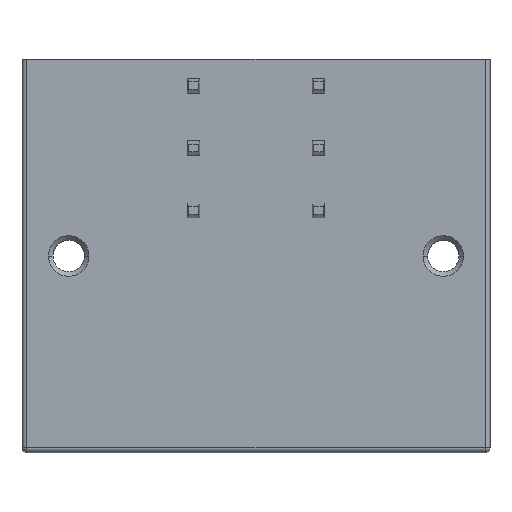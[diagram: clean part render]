
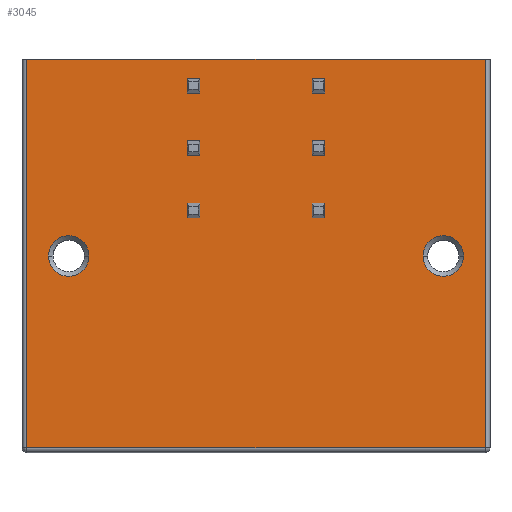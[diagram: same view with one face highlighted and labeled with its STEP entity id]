
A CAD part, left-side view. The second image highlights one B-rep face of the part: STEP entity #3045.
In plain terms, the highlighted planar face has unit normal (-1, 0, 0).
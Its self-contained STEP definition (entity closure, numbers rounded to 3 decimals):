
#44=DIRECTION('',(0.,1.,0.));
#45=VECTOR('',#44,37.28);
#46=CARTESIAN_POINT('',(-6.7,-29.72,16.));
#47=LINE('',#46,#45);
#416=DIRECTION('',(0.,0.,-1.));
#417=VECTOR('',#416,1.2);
#418=CARTESIAN_POINT('',(-6.7,-5.5,14.46));
#419=LINE('',#418,#417);
#420=DIRECTION('',(0.,1.,0.));
#421=VECTOR('',#420,1.);
#422=CARTESIAN_POINT('',(-6.7,-6.5,13.26));
#423=LINE('',#422,#421);
#424=DIRECTION('',(0.,0.,-1.));
#425=VECTOR('',#424,1.2);
#426=CARTESIAN_POINT('',(-6.7,-6.5,14.46));
#427=LINE('',#426,#425);
#428=DIRECTION('',(0.,1.,0.));
#429=VECTOR('',#428,1.);
#430=CARTESIAN_POINT('',(-6.7,-6.5,14.46));
#431=LINE('',#430,#429);
#432=DIRECTION('',(0.,0.,-1.));
#433=VECTOR('',#432,1.2);
#434=CARTESIAN_POINT('',(-6.7,-5.5,9.38));
#435=LINE('',#434,#433);
#436=DIRECTION('',(0.,1.,0.));
#437=VECTOR('',#436,1.);
#438=CARTESIAN_POINT('',(-6.7,-6.5,8.18));
#439=LINE('',#438,#437);
#440=DIRECTION('',(0.,0.,-1.));
#441=VECTOR('',#440,1.2);
#442=CARTESIAN_POINT('',(-6.7,-6.5,9.38));
#443=LINE('',#442,#441);
#444=DIRECTION('',(0.,1.,0.));
#445=VECTOR('',#444,1.);
#446=CARTESIAN_POINT('',(-6.7,-6.5,9.38));
#447=LINE('',#446,#445);
#448=DIRECTION('',(0.,0.,-1.));
#449=VECTOR('',#448,1.2);
#450=CARTESIAN_POINT('',(-6.7,-5.5,4.3));
#451=LINE('',#450,#449);
#452=DIRECTION('',(0.,1.,0.));
#453=VECTOR('',#452,1.);
#454=CARTESIAN_POINT('',(-6.7,-6.5,3.1));
#455=LINE('',#454,#453);
#456=DIRECTION('',(0.,0.,-1.));
#457=VECTOR('',#456,1.2);
#458=CARTESIAN_POINT('',(-6.7,-6.5,4.3));
#459=LINE('',#458,#457);
#460=DIRECTION('',(0.,1.,0.));
#461=VECTOR('',#460,1.);
#462=CARTESIAN_POINT('',(-6.7,-6.5,4.3));
#463=LINE('',#462,#461);
#464=DIRECTION('',(0.,0.,-1.));
#465=VECTOR('',#464,1.2);
#466=CARTESIAN_POINT('',(-6.7,-15.66,14.46));
#467=LINE('',#466,#465);
#468=DIRECTION('',(0.,1.,0.));
#469=VECTOR('',#468,1.);
#470=CARTESIAN_POINT('',(-6.7,-16.66,13.26));
#471=LINE('',#470,#469);
#472=DIRECTION('',(0.,0.,-1.));
#473=VECTOR('',#472,1.2);
#474=CARTESIAN_POINT('',(-6.7,-16.66,14.46));
#475=LINE('',#474,#473);
#476=DIRECTION('',(0.,1.,0.));
#477=VECTOR('',#476,1.);
#478=CARTESIAN_POINT('',(-6.7,-16.66,14.46));
#479=LINE('',#478,#477);
#480=DIRECTION('',(0.,0.,-1.));
#481=VECTOR('',#480,1.2);
#482=CARTESIAN_POINT('',(-6.7,-15.66,9.38));
#483=LINE('',#482,#481);
#484=DIRECTION('',(0.,1.,0.));
#485=VECTOR('',#484,1.);
#486=CARTESIAN_POINT('',(-6.7,-16.66,8.18));
#487=LINE('',#486,#485);
#488=DIRECTION('',(0.,0.,-1.));
#489=VECTOR('',#488,1.2);
#490=CARTESIAN_POINT('',(-6.7,-16.66,9.38));
#491=LINE('',#490,#489);
#492=DIRECTION('',(0.,1.,0.));
#493=VECTOR('',#492,1.);
#494=CARTESIAN_POINT('',(-6.7,-16.66,9.38));
#495=LINE('',#494,#493);
#496=DIRECTION('',(0.,0.,-1.));
#497=VECTOR('',#496,1.2);
#498=CARTESIAN_POINT('',(-6.7,-15.66,4.3));
#499=LINE('',#498,#497);
#500=DIRECTION('',(0.,1.,0.));
#501=VECTOR('',#500,1.);
#502=CARTESIAN_POINT('',(-6.7,-16.66,3.1));
#503=LINE('',#502,#501);
#504=DIRECTION('',(0.,0.,-1.));
#505=VECTOR('',#504,1.2);
#506=CARTESIAN_POINT('',(-6.7,-16.66,4.3));
#507=LINE('',#506,#505);
#508=DIRECTION('',(0.,1.,0.));
#509=VECTOR('',#508,1.);
#510=CARTESIAN_POINT('',(-6.7,-16.66,4.3));
#511=LINE('',#510,#509);
#512=CARTESIAN_POINT('',(-6.7,4.16,0.));
#513=DIRECTION('',(1.,0.,0.));
#514=DIRECTION('',(0.,-1.,0.));
#515=AXIS2_PLACEMENT_3D('',#512,#513,#514);
#517=CARTESIAN_POINT('',(-6.7,4.16,0.));
#518=DIRECTION('',(1.,0.,0.));
#519=DIRECTION('',(0.,1.,0.));
#520=AXIS2_PLACEMENT_3D('',#517,#518,#519);
#522=CARTESIAN_POINT('',(-6.7,-26.32,0.));
#523=DIRECTION('',(-1.,0.,0.));
#524=DIRECTION('',(0.,1.,0.));
#525=AXIS2_PLACEMENT_3D('',#522,#523,#524);
#527=CARTESIAN_POINT('',(-6.7,-26.32,0.));
#528=DIRECTION('',(-1.,0.,0.));
#529=DIRECTION('',(0.,-1.,0.));
#530=AXIS2_PLACEMENT_3D('',#527,#528,#529);
#532=DIRECTION('',(0.,0.,-1.));
#533=VECTOR('',#532,31.6);
#534=CARTESIAN_POINT('',(-6.7,-29.72,16.));
#535=LINE('',#534,#533);
#536=DIRECTION('',(0.,0.,1.));
#537=VECTOR('',#536,31.6);
#538=CARTESIAN_POINT('',(-6.7,7.56,-15.6));
#539=LINE('',#538,#537);
#1009=DIRECTION('',(0.,-1.,0.));
#1010=VECTOR('',#1009,37.28);
#1011=CARTESIAN_POINT('',(-6.7,7.56,-15.6));
#1012=LINE('',#1011,#1010);
#2107=CARTESIAN_POINT('',(-6.7,-5.5,14.46));
#2109=VERTEX_POINT('',#2107);
#2110=CARTESIAN_POINT('',(-6.7,-5.5,13.26));
#2112=VERTEX_POINT('',#2110);
#2115=CARTESIAN_POINT('',(-6.7,-5.5,9.38));
#2117=VERTEX_POINT('',#2115);
#2118=CARTESIAN_POINT('',(-6.7,-5.5,8.18));
#2120=VERTEX_POINT('',#2118);
#2123=CARTESIAN_POINT('',(-6.7,-5.5,4.3));
#2125=VERTEX_POINT('',#2123);
#2126=CARTESIAN_POINT('',(-6.7,-5.5,3.1));
#2128=VERTEX_POINT('',#2126);
#2131=CARTESIAN_POINT('',(-6.7,-6.5,14.46));
#2133=VERTEX_POINT('',#2131);
#2134=CARTESIAN_POINT('',(-6.7,-6.5,13.26));
#2136=VERTEX_POINT('',#2134);
#2139=CARTESIAN_POINT('',(-6.7,-6.5,9.38));
#2141=VERTEX_POINT('',#2139);
#2142=CARTESIAN_POINT('',(-6.7,-6.5,8.18));
#2144=VERTEX_POINT('',#2142);
#2147=CARTESIAN_POINT('',(-6.7,-6.5,4.3));
#2149=VERTEX_POINT('',#2147);
#2150=CARTESIAN_POINT('',(-6.7,-6.5,3.1));
#2152=VERTEX_POINT('',#2150);
#2178=CARTESIAN_POINT('',(-6.7,-15.66,14.46));
#2179=CARTESIAN_POINT('',(-6.7,-15.66,13.26));
#2180=VERTEX_POINT('',#2178);
#2181=VERTEX_POINT('',#2179);
#2182=CARTESIAN_POINT('',(-6.7,-15.66,9.38));
#2183=CARTESIAN_POINT('',(-6.7,-15.66,8.18));
#2184=VERTEX_POINT('',#2182);
#2185=VERTEX_POINT('',#2183);
#2186=CARTESIAN_POINT('',(-6.7,-15.66,4.3));
#2187=CARTESIAN_POINT('',(-6.7,-15.66,3.1));
#2188=VERTEX_POINT('',#2186);
#2189=VERTEX_POINT('',#2187);
#2190=CARTESIAN_POINT('',(-6.7,-16.66,14.46));
#2191=CARTESIAN_POINT('',(-6.7,-16.66,13.26));
#2192=VERTEX_POINT('',#2190);
#2193=VERTEX_POINT('',#2191);
#2194=CARTESIAN_POINT('',(-6.7,-16.66,9.38));
#2195=CARTESIAN_POINT('',(-6.7,-16.66,8.18));
#2196=VERTEX_POINT('',#2194);
#2197=VERTEX_POINT('',#2195);
#2198=CARTESIAN_POINT('',(-6.7,-16.66,4.3));
#2199=CARTESIAN_POINT('',(-6.7,-16.66,3.1));
#2200=VERTEX_POINT('',#2198);
#2201=VERTEX_POINT('',#2199);
#2346=CARTESIAN_POINT('',(-6.7,2.51,0.));
#2347=CARTESIAN_POINT('',(-6.7,5.81,0.));
#2348=VERTEX_POINT('',#2346);
#2349=VERTEX_POINT('',#2347);
#2369=CARTESIAN_POINT('',(-6.7,7.56,16.));
#2371=VERTEX_POINT('',#2369);
#2372=CARTESIAN_POINT('',(-6.7,7.56,-15.6));
#2373=VERTEX_POINT('',#2372);
#2404=CARTESIAN_POINT('',(-6.7,-24.67,0.));
#2405=CARTESIAN_POINT('',(-6.7,-27.97,0.));
#2406=VERTEX_POINT('',#2404);
#2407=VERTEX_POINT('',#2405);
#2440=CARTESIAN_POINT('',(-6.7,-29.72,-15.6));
#2441=VERTEX_POINT('',#2440);
#2442=CARTESIAN_POINT('',(-6.7,-29.72,16.));
#2444=VERTEX_POINT('',#2442);
#2963=CARTESIAN_POINT('',(-6.7,0.,-15.6));
#2964=DIRECTION('',(-1.,0.,0.));
#2965=DIRECTION('',(0.,0.,1.));
#2966=AXIS2_PLACEMENT_3D('',#2963,#2964,#2965);
#2967=PLANE('',#2966);
#2969=ORIENTED_EDGE('',*,*,#2968,.T.);
#2971=ORIENTED_EDGE('',*,*,#2970,.F.);
#2973=ORIENTED_EDGE('',*,*,#2972,.T.);
#2974=ORIENTED_EDGE('',*,*,#2457,.F.);
#2975=EDGE_LOOP('',(#2969,#2971,#2973,#2974));
#2976=FACE_OUTER_BOUND('',#2975,.F.);
#2978=ORIENTED_EDGE('',*,*,#2977,.T.);
#2980=ORIENTED_EDGE('',*,*,#2979,.F.);
#2982=ORIENTED_EDGE('',*,*,#2981,.F.);
#2984=ORIENTED_EDGE('',*,*,#2983,.T.);
#2985=EDGE_LOOP('',(#2978,#2980,#2982,#2984));
#2986=FACE_BOUND('',#2985,.F.);
#2988=ORIENTED_EDGE('',*,*,#2987,.T.);
#2990=ORIENTED_EDGE('',*,*,#2989,.F.);
#2992=ORIENTED_EDGE('',*,*,#2991,.F.);
#2994=ORIENTED_EDGE('',*,*,#2993,.T.);
#2995=EDGE_LOOP('',(#2988,#2990,#2992,#2994));
#2996=FACE_BOUND('',#2995,.F.);
#2998=ORIENTED_EDGE('',*,*,#2997,.T.);
#3000=ORIENTED_EDGE('',*,*,#2999,.F.);
#3002=ORIENTED_EDGE('',*,*,#3001,.F.);
#3004=ORIENTED_EDGE('',*,*,#3003,.T.);
#3005=EDGE_LOOP('',(#2998,#3000,#3002,#3004));
#3006=FACE_BOUND('',#3005,.F.);
#3008=ORIENTED_EDGE('',*,*,#3007,.T.);
#3010=ORIENTED_EDGE('',*,*,#3009,.F.);
#3012=ORIENTED_EDGE('',*,*,#3011,.F.);
#3014=ORIENTED_EDGE('',*,*,#3013,.T.);
#3015=EDGE_LOOP('',(#3008,#3010,#3012,#3014));
#3016=FACE_BOUND('',#3015,.F.);
#3018=ORIENTED_EDGE('',*,*,#3017,.T.);
#3020=ORIENTED_EDGE('',*,*,#3019,.F.);
#3022=ORIENTED_EDGE('',*,*,#3021,.F.);
#3024=ORIENTED_EDGE('',*,*,#3023,.T.);
#3025=EDGE_LOOP('',(#3018,#3020,#3022,#3024));
#3026=FACE_BOUND('',#3025,.F.);
#3027=ORIENTED_EDGE('',*,*,#2651,.F.);
#3028=ORIENTED_EDGE('',*,*,#2680,.F.);
#3029=EDGE_LOOP('',(#3027,#3028));
#3030=FACE_BOUND('',#3029,.F.);
#3031=ORIENTED_EDGE('',*,*,#2747,.T.);
#3032=ORIENTED_EDGE('',*,*,#2803,.T.);
#3033=EDGE_LOOP('',(#3031,#3032));
#3034=FACE_BOUND('',#3033,.F.);
#3036=ORIENTED_EDGE('',*,*,#3035,.T.);
#3038=ORIENTED_EDGE('',*,*,#3037,.F.);
#3040=ORIENTED_EDGE('',*,*,#3039,.F.);
#3042=ORIENTED_EDGE('',*,*,#3041,.T.);
#3043=EDGE_LOOP('',(#3036,#3038,#3040,#3042));
#3044=FACE_BOUND('',#3043,.F.);
#516=CIRCLE('',#515,1.65);
#521=CIRCLE('',#520,1.65);
#526=CIRCLE('',#525,1.65);
#531=CIRCLE('',#530,1.65);
#2457=EDGE_CURVE('',#2444,#2371,#47,.T.);
#2651=EDGE_CURVE('',#2348,#2349,#516,.T.);
#2680=EDGE_CURVE('',#2349,#2348,#521,.T.);
#2747=EDGE_CURVE('',#2406,#2407,#526,.T.);
#2803=EDGE_CURVE('',#2407,#2406,#531,.T.);
#2968=EDGE_CURVE('',#2444,#2441,#535,.T.);
#2970=EDGE_CURVE('',#2373,#2441,#1012,.T.);
#2972=EDGE_CURVE('',#2373,#2371,#539,.T.);
#2977=EDGE_CURVE('',#2117,#2120,#435,.T.);
#2979=EDGE_CURVE('',#2144,#2120,#439,.T.);
#2981=EDGE_CURVE('',#2141,#2144,#443,.T.);
#2983=EDGE_CURVE('',#2141,#2117,#447,.T.);
#2987=EDGE_CURVE('',#2125,#2128,#451,.T.);
#2989=EDGE_CURVE('',#2152,#2128,#455,.T.);
#2991=EDGE_CURVE('',#2149,#2152,#459,.T.);
#2993=EDGE_CURVE('',#2149,#2125,#463,.T.);
#2997=EDGE_CURVE('',#2180,#2181,#467,.T.);
#2999=EDGE_CURVE('',#2193,#2181,#471,.T.);
#3001=EDGE_CURVE('',#2192,#2193,#475,.T.);
#3003=EDGE_CURVE('',#2192,#2180,#479,.T.);
#3007=EDGE_CURVE('',#2184,#2185,#483,.T.);
#3009=EDGE_CURVE('',#2197,#2185,#487,.T.);
#3011=EDGE_CURVE('',#2196,#2197,#491,.T.);
#3013=EDGE_CURVE('',#2196,#2184,#495,.T.);
#3017=EDGE_CURVE('',#2188,#2189,#499,.T.);
#3019=EDGE_CURVE('',#2201,#2189,#503,.T.);
#3021=EDGE_CURVE('',#2200,#2201,#507,.T.);
#3023=EDGE_CURVE('',#2200,#2188,#511,.T.);
#3035=EDGE_CURVE('',#2109,#2112,#419,.T.);
#3037=EDGE_CURVE('',#2136,#2112,#423,.T.);
#3039=EDGE_CURVE('',#2133,#2136,#427,.T.);
#3041=EDGE_CURVE('',#2133,#2109,#431,.T.);
#3045=ADVANCED_FACE('',(#2976,#2986,#2996,#3006,#3016,#3026,#3030,#3034,#3044),
#2967,.T.);
